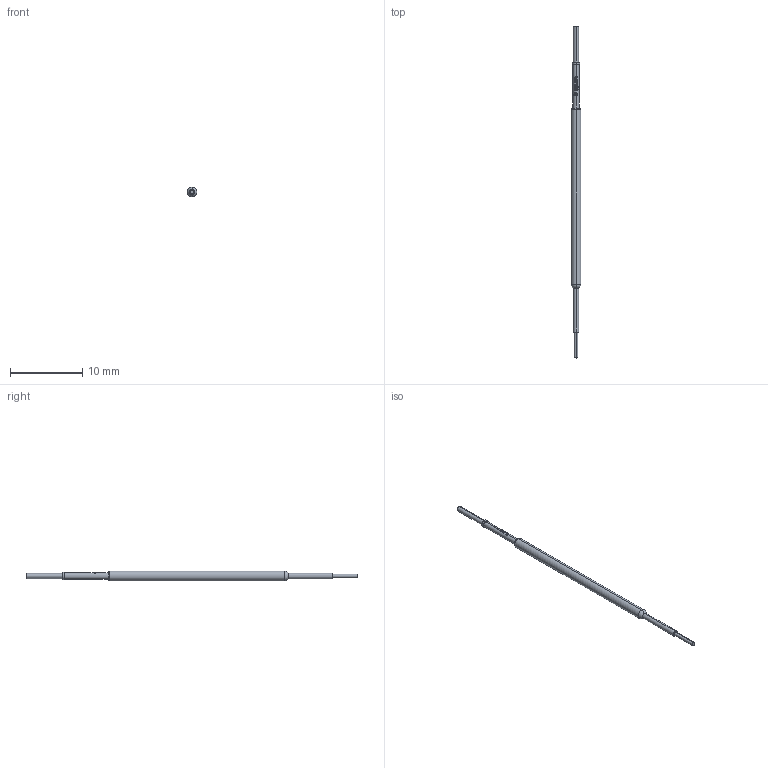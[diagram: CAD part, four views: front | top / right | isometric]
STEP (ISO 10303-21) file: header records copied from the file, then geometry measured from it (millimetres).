
FILE_DESCRIPTION (( 'STEP AP203' ), '1' );
FILE_NAME ('INGUN_SKS-100_352_073_A_xx00_A.STEP', '2022-02-17T08:18:00', ( 'ochi' ), ( '' ), 'SwSTEP 2.0', 'SolidWorks 2018', '' );
FILE_SCHEMA (( 'CONFIG_CONTROL_DESIGN' ));
Length unit declared in the file: millimetre
Products named in the file (1): INGUN_SKS-100_352_073_A_xx00_A
Bounding box: 1.37 x 46.1 x 1.37 mm (x, y, z)
Volume: 46.2 mm3; surface area: 159.4 mm2
Topology: 1 solids, 1 shells, 96 faces, 259 edges, 170 vertices
Faces by surface type: plane 46, bspline 22, cylinder 22, torus 6
Entity records: 3360 total; most frequent: CARTESIAN_POINT 1016, ORIENTED_EDGE 518, DIRECTION 415, EDGE_CURVE 259, VERTEX_POINT 170, AXIS2_PLACEMENT_3D 167, EDGE_LOOP 101, ADVANCED_FACE 96
